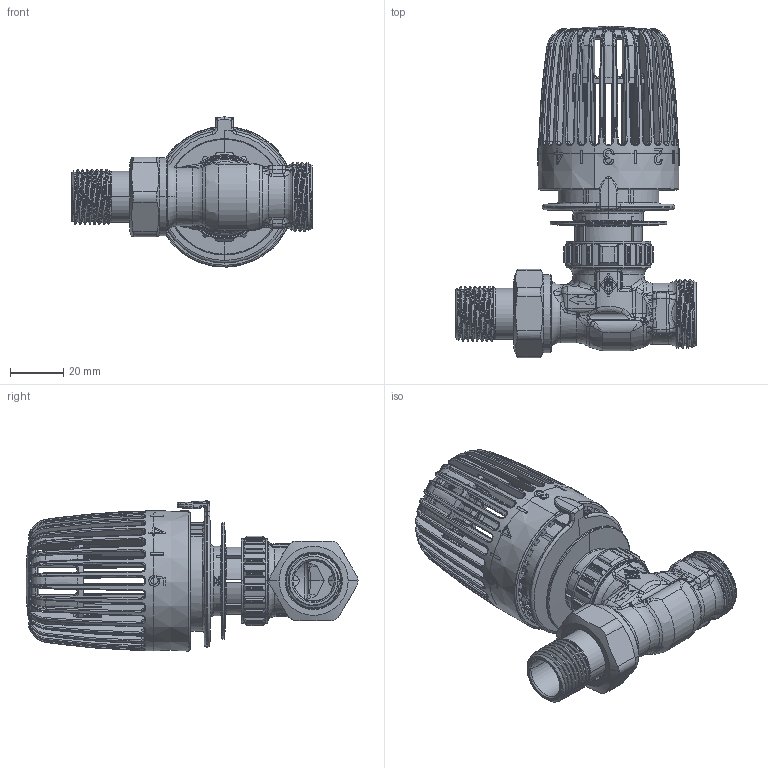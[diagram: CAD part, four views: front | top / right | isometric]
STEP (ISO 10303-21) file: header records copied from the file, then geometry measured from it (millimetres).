
FILE_DESCRIPTION((''),'2;1');
FILE_NAME('9154-22-376-KOPF-PROS_SW0001','2016-06-07T',('marann'),(''),'PRO/ENGINEER BY PARAMETRIC TECHNOLOGY CORPORATION, 2011490','PRO/ENGINEER BY PARAMETRIC TECHNOLOGY CORPORATION, 2011490','');
FILE_SCHEMA(('CONFIG_CONTROL_DESIGN'));
Length unit declared in the file: millimetre
Products named in the file (1): 9154-22-376-KOPF-PROS_SW0001
Bounding box: 90.48 x 125.1 x 56.62 mm (x, y, z)
Volume: 63351.2 mm3; surface area: 67733.1 mm2
Topology: 12 solids, 12 shells, 4079 faces, 11215 edges, 7114 vertices
Faces by surface type: plane 1523, cylinder 930, bspline 833, torus 391, cone 355, sphere 47
Entity records: 190696 total; most frequent: CARTESIAN_POINT 96430, ORIENTED_EDGE 22418, DIRECTION 16399, EDGE_CURVE 11209, VERTEX_POINT 7114, AXIS2_PLACEMENT_3D 6333, B_SPLINE_CURVE_WITH_KNOTS 4389, EDGE_LOOP 4157
